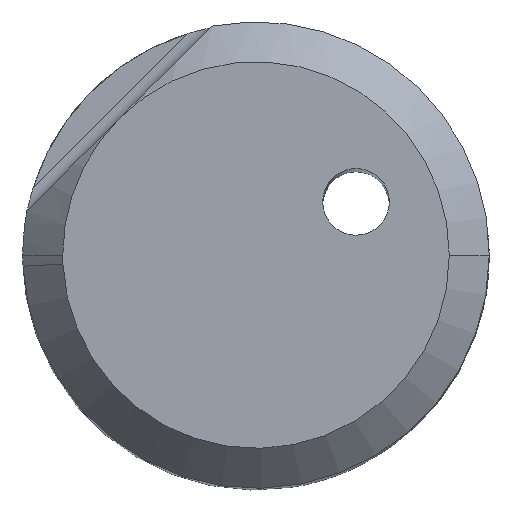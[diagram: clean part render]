
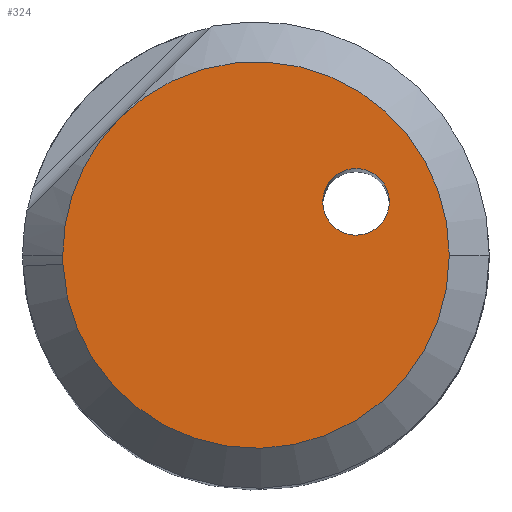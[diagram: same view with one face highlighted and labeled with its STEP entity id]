
A CAD part, top view. The second image highlights one B-rep face of the part: STEP entity #324.
In plain terms, the highlighted planar face has unit normal (0, 0, 1).
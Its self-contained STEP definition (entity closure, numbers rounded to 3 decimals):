
#131=AXIS2_PLACEMENT_3D('Circle Axis2P3D',#129,#130,$) ;
#156=AXIS2_PLACEMENT_3D('Circle Axis2P3D',#154,#155,$) ;
#263=AXIS2_PLACEMENT_3D('Circle Axis2P3D',#261,#262,$) ;
#293=AXIS2_PLACEMENT_3D('Plane Axis2P3D',#290,#291,#292) ;
#297=AXIS2_PLACEMENT_3D('Circle Axis2P3D',#295,#296,$) ;
#308=AXIS2_PLACEMENT_3D('Circle Axis2P3D',#306,#307,$) ;
#317=AXIS2_PLACEMENT_3D('Circle Axis2P3D',#315,#316,$) ;
#109=CARTESIAN_POINT('Vertex',(-2.897,-0.137,0.)) ;
#126=CARTESIAN_POINT('Vertex',(2.9,0.,0.)) ;
#129=CARTESIAN_POINT('Axis2P3D Location',(0.,0.,0.)) ;
#154=CARTESIAN_POINT('Axis2P3D Location',(0.,0.,0.)) ;
#158=CARTESIAN_POINT('Vertex',(-2.9,0.,0.)) ;
#261=CARTESIAN_POINT('Axis2P3D Location',(0.,0.,0.)) ;
#265=CARTESIAN_POINT('Vertex',(-2.051,2.051,0.)) ;
#290=CARTESIAN_POINT('Axis2P3D Location',(0.7,0.,0.)) ;
#295=CARTESIAN_POINT('Axis2P3D Location',(0.,0.,0.)) ;
#306=CARTESIAN_POINT('Axis2P3D Location',(1.501,0.798,0.)) ;
#310=CARTESIAN_POINT('Vertex',(1.008,0.884,0.)) ;
#312=CARTESIAN_POINT('Vertex',(1.994,0.712,0.)) ;
#315=CARTESIAN_POINT('Axis2P3D Location',(1.501,0.798,0.)) ;
#130=DIRECTION('Axis2P3D Direction',(0.,0.,-1.)) ;
#155=DIRECTION('Axis2P3D Direction',(0.,0.,-1.)) ;
#262=DIRECTION('Axis2P3D Direction',(0.,0.,-1.)) ;
#291=DIRECTION('Axis2P3D Direction',(0.,0.,-1.)) ;
#292=DIRECTION('Axis2P3D XDirection',(-1.,0.,0.)) ;
#296=DIRECTION('Axis2P3D Direction',(0.,0.,-1.)) ;
#307=DIRECTION('Axis2P3D Direction',(0.,0.,-1.)) ;
#316=DIRECTION('Axis2P3D Direction',(0.,0.,-1.)) ;
#301=ORIENTED_EDGE('',*,*,#267,.F.) ;
#302=ORIENTED_EDGE('',*,*,#299,.F.) ;
#303=ORIENTED_EDGE('',*,*,#160,.F.) ;
#304=ORIENTED_EDGE('',*,*,#133,.F.) ;
#321=ORIENTED_EDGE('',*,*,#314,.T.) ;
#322=ORIENTED_EDGE('',*,*,#319,.T.) ;
#323=FACE_BOUND('',#320,.T.) ;
#324=ADVANCED_FACE('NOCUT',(#305,#323),#294,.F.) ;
#132=CIRCLE('generated circle',#131,2.9) ;
#157=CIRCLE('generated circle',#156,2.9) ;
#264=CIRCLE('generated circle',#263,2.9) ;
#298=CIRCLE('generated circle',#297,2.9) ;
#309=CIRCLE('generated circle',#308,0.5) ;
#318=CIRCLE('generated circle',#317,0.5) ;
#133=EDGE_CURVE('',#127,#110,#132,.T.) ;
#160=EDGE_CURVE('',#110,#159,#157,.T.) ;
#267=EDGE_CURVE('',#266,#127,#264,.T.) ;
#299=EDGE_CURVE('',#159,#266,#298,.T.) ;
#314=EDGE_CURVE('',#311,#313,#309,.T.) ;
#319=EDGE_CURVE('',#313,#311,#318,.T.) ;
#300=EDGE_LOOP('',(#301,#302,#303,#304)) ;
#320=EDGE_LOOP('',(#321,#322)) ;
#305=FACE_OUTER_BOUND('',#300,.T.) ;
#294=PLANE('',#293) ;
#110=VERTEX_POINT('',#109) ;
#127=VERTEX_POINT('',#126) ;
#159=VERTEX_POINT('',#158) ;
#266=VERTEX_POINT('',#265) ;
#311=VERTEX_POINT('',#310) ;
#313=VERTEX_POINT('',#312) ;
